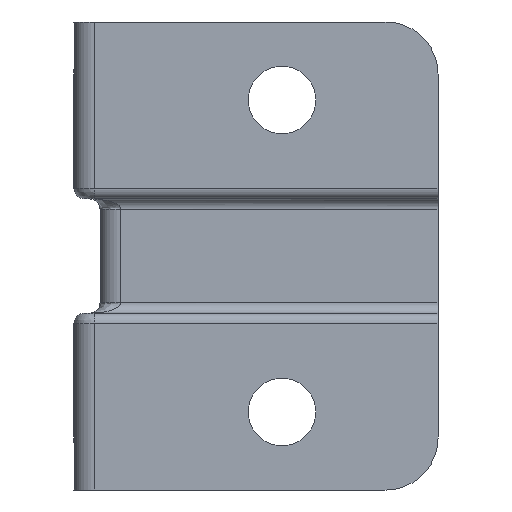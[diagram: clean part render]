
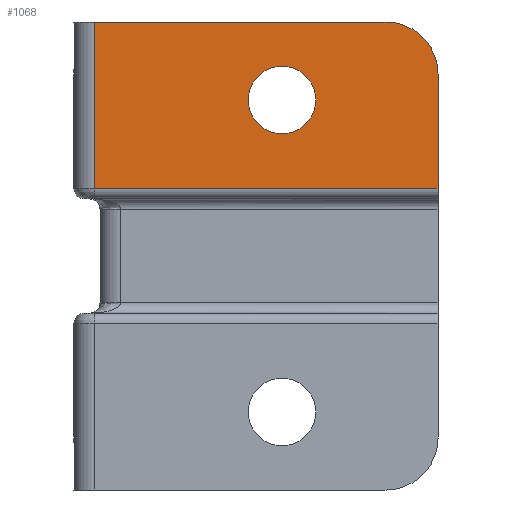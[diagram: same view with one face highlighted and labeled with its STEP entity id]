
A CAD part, front view. The second image highlights one B-rep face of the part: STEP entity #1068.
In plain terms, the highlighted planar face has unit normal (0, -1, 0).
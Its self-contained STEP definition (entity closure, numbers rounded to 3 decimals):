
#16=FACE_BOUND('',#326,.T.);
#26=PLANE('',#1159);
#55=LINE('',#1693,#145);
#56=LINE('',#1696,#146);
#62=LINE('',#1710,#152);
#63=LINE('',#1712,#153);
#145=VECTOR('',#1302,10.);
#146=VECTOR('',#1305,10.);
#152=VECTOR('',#1315,10.);
#153=VECTOR('',#1316,10.);
#265=FACE_OUTER_BOUND('',#325,.T.);
#325=EDGE_LOOP('',(#728,#729,#730,#731,#732));
#326=EDGE_LOOP('',(#733));
#400=CIRCLE('',#1160,5.);
#401=CIRCLE('',#1161,3.25);
#456=VERTEX_POINT('',#1681);
#459=VERTEX_POINT('',#1689);
#461=VERTEX_POINT('',#1695);
#467=VERTEX_POINT('',#1709);
#468=VERTEX_POINT('',#1711);
#469=VERTEX_POINT('',#1714);
#560=EDGE_CURVE('',#456,#459,#55,.T.);
#561=EDGE_CURVE('',#461,#459,#56,.T.);
#568=EDGE_CURVE('',#467,#456,#62,.T.);
#569=EDGE_CURVE('',#467,#468,#63,.T.);
#570=EDGE_CURVE('',#461,#468,#400,.T.);
#571=EDGE_CURVE('',#469,#469,#401,.T.);
#728=ORIENTED_EDGE('',*,*,#560,.F.);
#729=ORIENTED_EDGE('',*,*,#568,.F.);
#730=ORIENTED_EDGE('',*,*,#569,.T.);
#731=ORIENTED_EDGE('',*,*,#570,.F.);
#732=ORIENTED_EDGE('',*,*,#561,.T.);
#733=ORIENTED_EDGE('',*,*,#571,.T.);
#1068=ADVANCED_FACE('',(#265,#16),#26,.T.);
#1159=AXIS2_PLACEMENT_3D('',#1708,#1313,#1314);
#1160=AXIS2_PLACEMENT_3D('',#1713,#1317,#1318);
#1161=AXIS2_PLACEMENT_3D('',#1715,#1319,#1320);
#1302=DIRECTION('',(0.,0.,1.));
#1305=DIRECTION('',(-1.,0.,0.));
#1313=DIRECTION('center_axis',(0.,-1.,0.));
#1314=DIRECTION('ref_axis',(0.,0.,-1.));
#1315=DIRECTION('',(-1.,0.,0.));
#1316=DIRECTION('',(0.,0.,1.));
#1317=DIRECTION('center_axis',(0.,1.,0.));
#1318=DIRECTION('ref_axis',(0.707,0.,0.707));
#1319=DIRECTION('center_axis',(0.,1.,0.));
#1320=DIRECTION('ref_axis',(-1.,0.,0.));
#1681=CARTESIAN_POINT('',(-11.171,-14.898,29.));
#1689=CARTESIAN_POINT('',(-11.171,-14.898,45.));
#1693=CARTESIAN_POINT('',(-11.171,-14.898,0.));
#1695=CARTESIAN_POINT('',(16.829,-14.898,45.));
#1696=CARTESIAN_POINT('',(21.829,-14.898,45.));
#1708=CARTESIAN_POINT('Origin',(21.829,-14.898,0.));
#1709=CARTESIAN_POINT('',(21.829,-14.898,29.));
#1710=CARTESIAN_POINT('',(21.829,-14.898,29.));
#1711=CARTESIAN_POINT('',(21.829,-14.898,40.));
#1712=CARTESIAN_POINT('',(21.829,-14.898,0.));
#1713=CARTESIAN_POINT('Origin',(16.829,-14.898,40.));
#1714=CARTESIAN_POINT('',(10.079,-14.898,37.5));
#1715=CARTESIAN_POINT('Origin',(6.829,-14.898,37.5));
